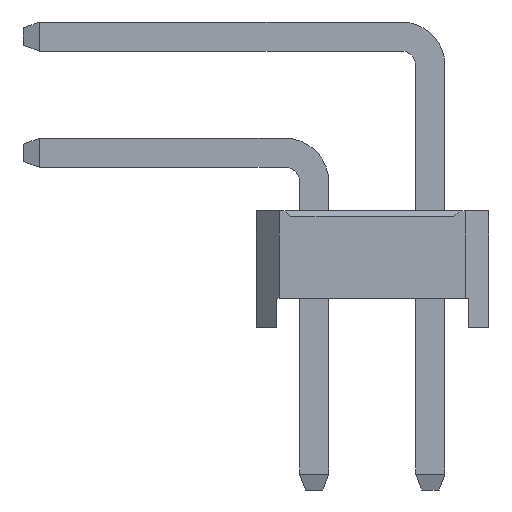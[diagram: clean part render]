
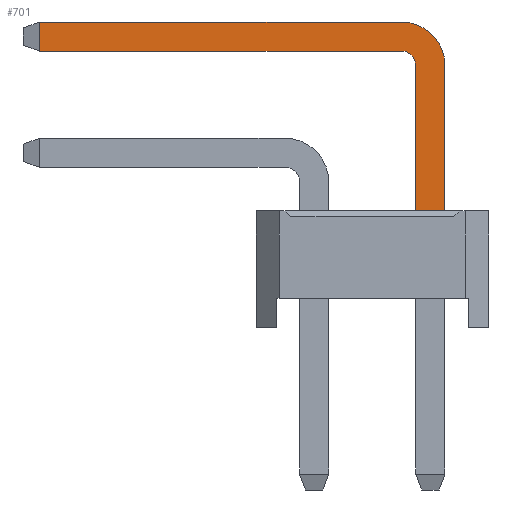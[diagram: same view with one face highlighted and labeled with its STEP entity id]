
A CAD part, left-side view. The second image highlights one B-rep face of the part: STEP entity #701.
In plain terms, the highlighted planar face has unit normal (-1, 0, 0).
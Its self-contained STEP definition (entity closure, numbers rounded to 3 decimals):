
#701=ADVANCED_FACE('',(#2737),#2739,.T.);
#2737=FACE_BOUND('',#2738,.T.);
#2738=EDGE_LOOP('',(#4383,#4384,#4385,#4386,#4387,#4388,#4389,#4390));
#2739=PLANE('',#2740);
#2740=AXIS2_PLACEMENT_3D('',#2741,#2742,#2743);
#2741=CARTESIAN_POINT('',(-0.25,-1.75,-2.8));
#2742=DIRECTION('',(-1.,0.,0.));
#2743=DIRECTION('',(0.,-1.,0.));
#4383=ORIENTED_EDGE('',*,*,#5392,.F.);
#4384=ORIENTED_EDGE('',*,*,#5393,.F.);
#4385=ORIENTED_EDGE('',*,*,#5394,.F.);
#4386=ORIENTED_EDGE('',*,*,#5395,.F.);
#4387=ORIENTED_EDGE('',*,*,#5133,.T.);
#4388=ORIENTED_EDGE('',*,*,#5391,.T.);
#4389=ORIENTED_EDGE('',*,*,#5396,.T.);
#4390=ORIENTED_EDGE('',*,*,#5397,.T.);
#5133=EDGE_CURVE('',#5781,#5779,#5782,.T.);
#5391=EDGE_CURVE('',#5779,#6219,#6221,.T.);
#5392=EDGE_CURVE('',#6222,#6223,#6224,.T.);
#5393=EDGE_CURVE('',#6225,#6222,#6226,.T.);
#5394=EDGE_CURVE('',#6227,#6225,#6228,.T.);
#5395=EDGE_CURVE('',#5781,#6227,#6229,.T.);
#5396=EDGE_CURVE('',#6219,#6230,#6231,.T.);
#5397=EDGE_CURVE('',#6230,#6223,#6232,.T.);
#5779=VERTEX_POINT('',#6854);
#5781=VERTEX_POINT('',#6858);
#5782=LINE('',#6859,#6860);
#6219=VERTEX_POINT('',#7828);
#6221=LINE('',#7832,#7833);
#6222=VERTEX_POINT('',#7835);
#6223=VERTEX_POINT('',#7836);
#6224=LINE('',#7837,#7838);
#6225=VERTEX_POINT('',#7840);
#6226=LINE('',#7841,#7842);
#6227=VERTEX_POINT('',#7844);
#6228=CIRCLE('',#7845,0.25);
#6229=LINE('',#7849,#7850);
#6230=VERTEX_POINT('',#7852);
#6231=CIRCLE('',#7853,0.75);
#6232=LINE('',#7857,#7858);
#6854=CARTESIAN_POINT('',(-0.25,-2.25,2.));
#6858=CARTESIAN_POINT('',(-0.25,-1.75,2.));
#6859=CARTESIAN_POINT('',(-0.25,-1.75,2.));
#6860=VECTOR('',#6861,1.);
#6861=DIRECTION('',(0.,-1.,0.));
#7828=CARTESIAN_POINT('',(-0.25,-2.25,4.5));
#7832=CARTESIAN_POINT('',(-0.25,-2.25,2.));
#7833=VECTOR('',#7834,1.);
#7834=DIRECTION('',(0.,0.,1.));
#7835=CARTESIAN_POINT('',(-0.25,4.725,4.75));
#7836=CARTESIAN_POINT('',(-0.25,4.725,5.25));
#7837=CARTESIAN_POINT('',(-0.25,4.725,4.75));
#7838=VECTOR('',#7839,1.);
#7839=DIRECTION('',(0.,0.,1.));
#7840=CARTESIAN_POINT('',(-0.25,-1.5,4.75));
#7841=CARTESIAN_POINT('',(-0.25,-1.5,4.75));
#7842=VECTOR('',#7843,1.);
#7843=DIRECTION('',(0.,1.,0.));
#7844=CARTESIAN_POINT('',(-0.25,-1.75,4.5));
#7845=AXIS2_PLACEMENT_3D('',#7846,#7847,#7848);
#7846=CARTESIAN_POINT('',(-0.25,-1.5,4.5));
#7847=DIRECTION('',(-1.,-0.,0.));
#7848=DIRECTION('',(0.,-1.,0.));
#7849=CARTESIAN_POINT('',(-0.25,-1.75,2.));
#7850=VECTOR('',#7851,1.);
#7851=DIRECTION('',(0.,0.,1.));
#7852=CARTESIAN_POINT('',(-0.25,-1.5,5.25));
#7853=AXIS2_PLACEMENT_3D('',#7854,#7855,#7856);
#7854=CARTESIAN_POINT('',(-0.25,-1.5,4.5));
#7855=DIRECTION('',(-1.,-0.,0.));
#7856=DIRECTION('',(0.,-1.,0.));
#7857=CARTESIAN_POINT('',(-0.25,-1.5,5.25));
#7858=VECTOR('',#7859,1.);
#7859=DIRECTION('',(0.,1.,0.));
